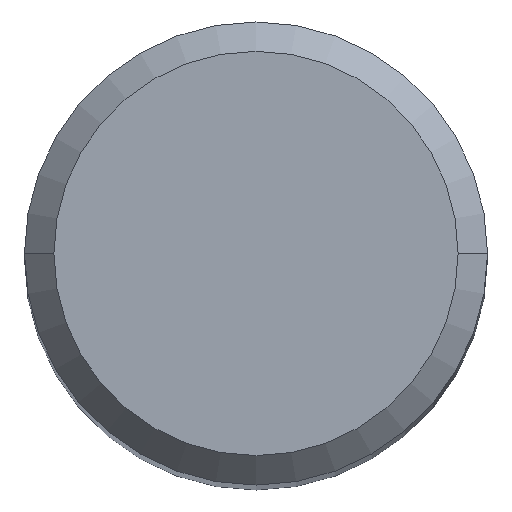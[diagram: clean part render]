
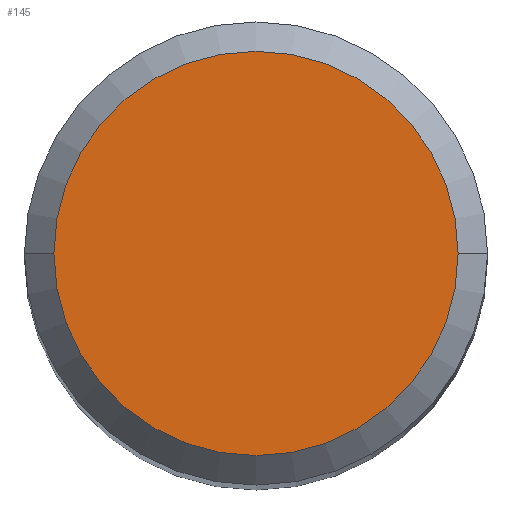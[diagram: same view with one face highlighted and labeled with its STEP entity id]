
A CAD part, top view. The second image highlights one B-rep face of the part: STEP entity #145.
In plain terms, the highlighted planar face has unit normal (0, 0, 1).
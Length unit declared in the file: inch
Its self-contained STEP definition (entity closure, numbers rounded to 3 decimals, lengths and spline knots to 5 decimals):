
#7 = DIRECTION ( 'NONE',  ( 0., 0., 1. ) ) ;
#26 = AXIS2_PLACEMENT_3D ( 'NONE', #197, #7, #286 ) ;
#42 = AXIS2_PLACEMENT_3D ( 'NONE', #262, #43, #155 ) ;
#43 = DIRECTION ( 'NONE',  ( 0., 0., 1. ) ) ;
#54 = FACE_OUTER_BOUND ( 'NONE', #201, .T. ) ;
#61 = CARTESIAN_POINT ( 'NONE',  ( -0.10311, 0., 2.24409 ) ) ;
#71 = ORIENTED_EDGE ( 'NONE', *, *, #191, .T. ) ;
#84 = VERTEX_POINT ( 'NONE', #337 ) ;
#88 = CIRCLE ( 'NONE', #26, 0.10311 ) ;
#109 = CARTESIAN_POINT ( 'NONE',  ( 0., 0., 2.24409 ) ) ;
#145 = ADVANCED_FACE ( 'NONE', ( #54 ), #273, .T. ) ;
#155 = DIRECTION ( 'NONE',  ( 1., 0., 0. ) ) ;
#159 = EDGE_CURVE ( 'NONE', #189, #84, #88, .T. ) ;
#166 = DIRECTION ( 'NONE',  ( 0., 0., 1. ) ) ;
#189 = VERTEX_POINT ( 'NONE', #61 ) ;
#191 = EDGE_CURVE ( 'NONE', #84, #189, #261, .T. ) ;
#197 = CARTESIAN_POINT ( 'NONE',  ( 0., 0., 2.24409 ) ) ;
#201 = EDGE_LOOP ( 'NONE', ( #226, #71 ) ) ;
#226 = ORIENTED_EDGE ( 'NONE', *, *, #159, .T. ) ;
#250 = AXIS2_PLACEMENT_3D ( 'NONE', #109, #166, #277 ) ;
#261 = CIRCLE ( 'NONE', #42, 0.10311 ) ;
#262 = CARTESIAN_POINT ( 'NONE',  ( 0., 0., 2.24409 ) ) ;
#273 = PLANE ( 'NONE',  #250 ) ;
#277 = DIRECTION ( 'NONE',  ( 1., 0., 0. ) ) ;
#286 = DIRECTION ( 'NONE',  ( 1., 0., 0. ) ) ;
#337 = CARTESIAN_POINT ( 'NONE',  ( 0.10311, 0., 2.24409 ) ) ;
